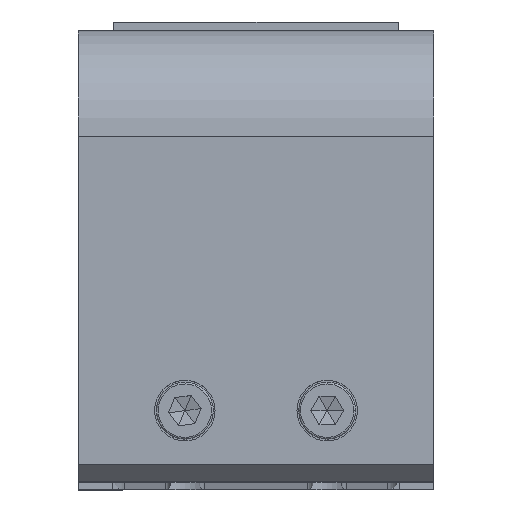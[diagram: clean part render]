
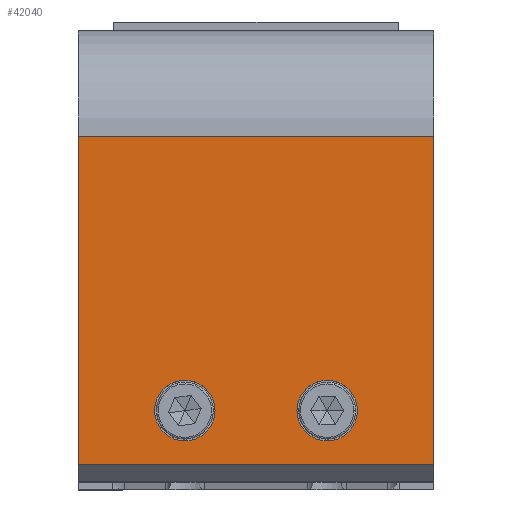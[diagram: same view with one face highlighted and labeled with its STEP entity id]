
A CAD part, top view. The second image highlights one B-rep face of the part: STEP entity #42040.
In plain terms, the highlighted planar face has unit normal (0, 0, 1).
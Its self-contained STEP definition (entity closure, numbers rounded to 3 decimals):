
#2023 = DIRECTION ( 'NONE',  ( 1., 0., 0. ) ) ;
#5282 = DIRECTION ( 'NONE',  ( -1., 0., 0. ) ) ;
#8195 = FACE_BOUND ( 'NONE', #95917, .T. ) ;
#8549 = CARTESIAN_POINT ( 'NONE',  ( 131.658, 218.108, 657.202 ) ) ;
#9658 = CARTESIAN_POINT ( 'NONE',  ( 131.658, 218.108, 657.202 ) ) ;
#9914 = AXIS2_PLACEMENT_3D ( 'NONE', #164833, #30288, #2023 ) ;
#15353 = EDGE_CURVE ( 'NONE', #118409, #151958, #103326, .T. ) ;
#18362 = VECTOR ( 'NONE', #149707, 1000. ) ;
#19099 = VERTEX_POINT ( 'NONE', #112727 ) ;
#22691 = EDGE_CURVE ( 'NONE', #19099, #46665, #114530, .T. ) ;
#24679 = CARTESIAN_POINT ( 'NONE',  ( 163.158, 218.108, 657.202 ) ) ;
#26915 = AXIS2_PLACEMENT_3D ( 'NONE', #9658, #63713, #38881 ) ;
#28180 = LINE ( 'NONE', #83098, #120054 ) ;
#30288 = DIRECTION ( 'NONE',  ( 0., 0., 1. ) ) ;
#31037 = LINE ( 'NONE', #85098, #18362 ) ;
#37070 = CARTESIAN_POINT ( 'NONE',  ( 201.658, 295.108, 657.202 ) ) ;
#38375 = EDGE_CURVE ( 'NONE', #133619, #145795, #31037, .T. ) ;
#38881 = DIRECTION ( 'NONE',  ( 1., 0., 0. ) ) ;
#41781 = VERTEX_POINT ( 'NONE', #64200 ) ;
#42040 = ADVANCED_FACE ( 'NONE', ( #89723, #8195, #62253 ), #141958, .F. ) ;
#46665 = VERTEX_POINT ( 'NONE', #160880 ) ;
#47550 = ORIENTED_EDGE ( 'NONE', *, *, #22691, .F. ) ;
#56259 = CARTESIAN_POINT ( 'NONE',  ( 201.658, 203.108, 657.202 ) ) ;
#56793 = DIRECTION ( 'NONE',  ( 0., 0., 1. ) ) ;
#57331 = ORIENTED_EDGE ( 'NONE', *, *, #123698, .F. ) ;
#62253 = FACE_OUTER_BOUND ( 'NONE', #109924, .T. ) ;
#62346 = EDGE_CURVE ( 'NONE', #46665, #19099, #92975, .T. ) ;
#62590 = DIRECTION ( 'NONE',  ( 1., 0., 0. ) ) ;
#63713 = DIRECTION ( 'NONE',  ( 0., 0., 1. ) ) ;
#64200 = CARTESIAN_POINT ( 'NONE',  ( 201.658, 203.108, 657.202 ) ) ;
#70685 = AXIS2_PLACEMENT_3D ( 'NONE', #116186, #170201, #102953 ) ;
#82485 = DIRECTION ( 'NONE',  ( 1., 0., 0. ) ) ;
#83098 = CARTESIAN_POINT ( 'NONE',  ( 201.658, 203.108, 657.202 ) ) ;
#84600 = DIRECTION ( 'NONE',  ( -1., 0., 0. ) ) ;
#85098 = CARTESIAN_POINT ( 'NONE',  ( 101.658, 203.108, 657.202 ) ) ;
#89723 = FACE_BOUND ( 'NONE', #117692, .T. ) ;
#92975 = CIRCLE ( 'NONE', #101356, 8.5 ) ;
#95917 = EDGE_LOOP ( 'NONE', ( #113037, #135809 ) ) ;
#96223 = CARTESIAN_POINT ( 'NONE',  ( 101.658, 203.108, 657.202 ) ) ;
#97098 = VERTEX_POINT ( 'NONE', #37070 ) ;
#99116 = CARTESIAN_POINT ( 'NONE',  ( 201.658, 295.108, 657.202 ) ) ;
#101356 = AXIS2_PLACEMENT_3D ( 'NONE', #8549, #156426, #62590 ) ;
#102742 = VECTOR ( 'NONE', #84600, 1000. ) ;
#102953 = DIRECTION ( 'NONE',  ( 0., 1., 0. ) ) ;
#103326 = CIRCLE ( 'NONE', #9914, 8.5 ) ;
#109924 = EDGE_LOOP ( 'NONE', ( #119452, #119989, #57331, #135376 ) ) ;
#111854 = AXIS2_PLACEMENT_3D ( 'NONE', #121400, #56793, #82485 ) ;
#112727 = CARTESIAN_POINT ( 'NONE',  ( 140.158, 218.108, 657.202 ) ) ;
#113037 = ORIENTED_EDGE ( 'NONE', *, *, #153099, .F. ) ;
#114530 = CIRCLE ( 'NONE', #26915, 8.5 ) ;
#115450 = EDGE_CURVE ( 'NONE', #97098, #133619, #166354, .T. ) ;
#116186 = CARTESIAN_POINT ( 'NONE',  ( 201.658, 203.108, 657.202 ) ) ;
#117692 = EDGE_LOOP ( 'NONE', ( #47550, #169614 ) ) ;
#118409 = VERTEX_POINT ( 'NONE', #24679 ) ;
#119452 = ORIENTED_EDGE ( 'NONE', *, *, #38375, .T. ) ;
#119989 = ORIENTED_EDGE ( 'NONE', *, *, #157527, .F. ) ;
#120054 = VECTOR ( 'NONE', #150363, 1000. ) ;
#121400 = CARTESIAN_POINT ( 'NONE',  ( 171.658, 218.108, 657.202 ) ) ;
#123698 = EDGE_CURVE ( 'NONE', #97098, #41781, #28180, .T. ) ;
#127820 = LINE ( 'NONE', #56259, #102742 ) ;
#133619 = VERTEX_POINT ( 'NONE', #134561 ) ;
#134561 = CARTESIAN_POINT ( 'NONE',  ( 101.658, 295.108, 657.202 ) ) ;
#135376 = ORIENTED_EDGE ( 'NONE', *, *, #115450, .T. ) ;
#135809 = ORIENTED_EDGE ( 'NONE', *, *, #15353, .F. ) ;
#141958 = PLANE ( 'NONE',  #70685 ) ;
#145795 = VERTEX_POINT ( 'NONE', #96223 ) ;
#146109 = VECTOR ( 'NONE', #5282, 1000. ) ;
#149707 = DIRECTION ( 'NONE',  ( 0., -1., 0. ) ) ;
#150363 = DIRECTION ( 'NONE',  ( 0., -1., 0. ) ) ;
#151958 = VERTEX_POINT ( 'NONE', #154326 ) ;
#153099 = EDGE_CURVE ( 'NONE', #151958, #118409, #171197, .T. ) ;
#154326 = CARTESIAN_POINT ( 'NONE',  ( 180.158, 218.108, 657.202 ) ) ;
#156426 = DIRECTION ( 'NONE',  ( 0., 0., 1. ) ) ;
#157527 = EDGE_CURVE ( 'NONE', #41781, #145795, #127820, .T. ) ;
#160880 = CARTESIAN_POINT ( 'NONE',  ( 123.158, 218.108, 657.202 ) ) ;
#164833 = CARTESIAN_POINT ( 'NONE',  ( 171.658, 218.108, 657.202 ) ) ;
#166354 = LINE ( 'NONE', #99116, #146109 ) ;
#169614 = ORIENTED_EDGE ( 'NONE', *, *, #62346, .F. ) ;
#170201 = DIRECTION ( 'NONE',  ( 0., 0., -1. ) ) ;
#171197 = CIRCLE ( 'NONE', #111854, 8.5 ) ;
